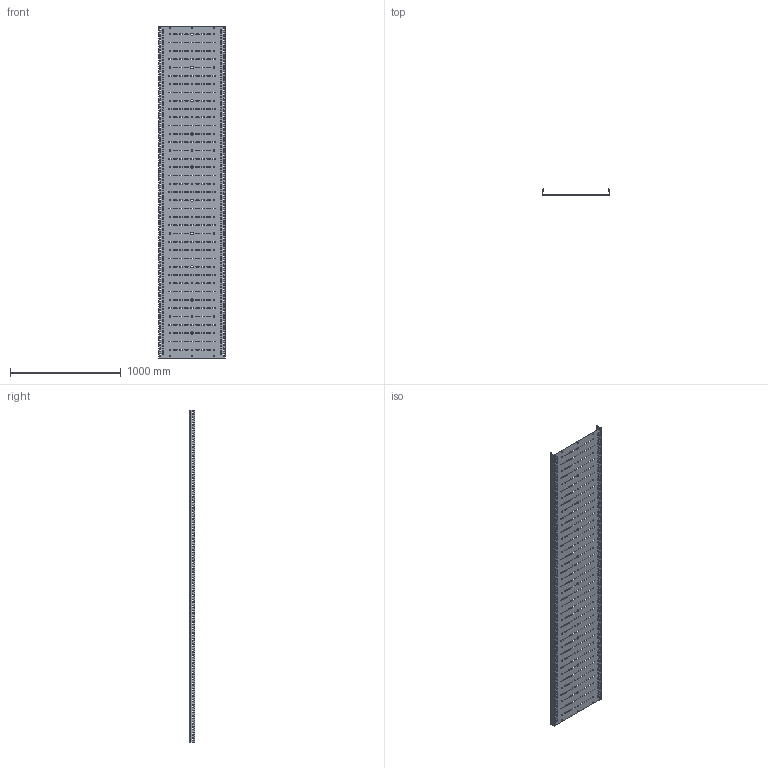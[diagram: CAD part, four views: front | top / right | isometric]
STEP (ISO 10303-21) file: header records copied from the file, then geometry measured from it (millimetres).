
FILE_DESCRIPTION (( 'STEP AP203' ), '1' );
FILE_NAME ('CLP10-050-600-150-3 Ëîòîê ïåðôîðèðîâàííûé ESCA 50õ600õ3000-1,5 IEK.STEP', '2021-10-04T19:13:10', ( '' ), ( '' ), 'SwSTEP 2.0', 'SolidWorks 2017', '' );
FILE_SCHEMA (( 'CONFIG_CONTROL_DESIGN' ));
Length unit declared in the file: millimetre
Products named in the file (1): CLP10-050-600-150-3 Ëîòîê ïåðôîðèðîâàííûé ESCA 50õ600õ3000-1,5 IEK
Bounding box: 600 x 49.97 x 3000 mm (x, y, z)
Volume: 3234250.6 mm3; surface area: 4060322.1 mm2
Topology: 1 solids, 1 shells, 3158 faces, 9468 edges, 6312 vertices
Faces by surface type: cylinder 1800, plane 1358
Entity records: 110709 total; most frequent: DIRECTION 19386, CARTESIAN_POINT 18939, ORIENTED_EDGE 18936, EDGE_CURVE 9468, AXIS2_PLACEMENT_3D 6759, VERTEX_POINT 6312, VECTOR 5868, LINE 5868
